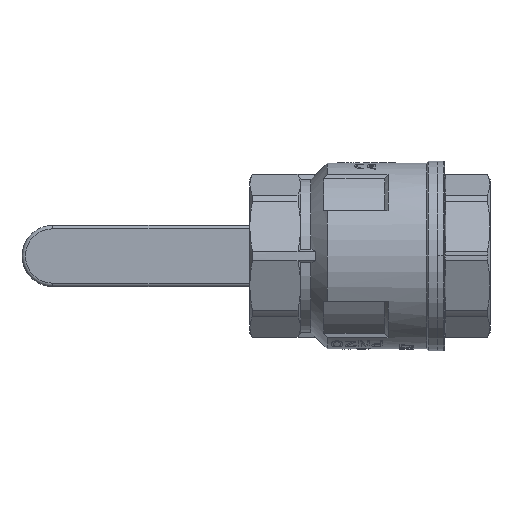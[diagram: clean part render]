
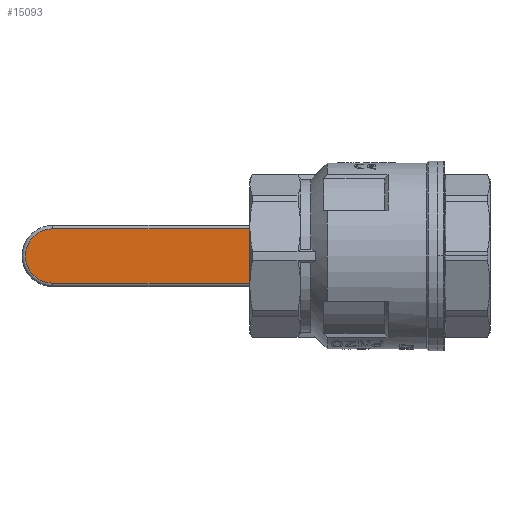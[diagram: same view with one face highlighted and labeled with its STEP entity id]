
A CAD part, front view. The second image highlights one B-rep face of the part: STEP entity #15093.
In plain terms, the highlighted planar face has unit normal (0, -1, 0).
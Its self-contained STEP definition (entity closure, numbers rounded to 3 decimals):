
#967=CIRCLE('',#16427,12.);
#1692=LINE('',#60485,#2469);
#1694=LINE('',#60497,#2471);
#1754=LINE('',#60672,#2531);
#2469=VECTOR('',#19628,1000.);
#2471=VECTOR('',#19642,1000.);
#2531=VECTOR('',#19758,1000.);
#2890=PLANE('',#16458);
#7506=ORIENTED_EDGE('',*,*,#9977,.T.);
#7507=ORIENTED_EDGE('',*,*,#9899,.T.);
#7508=ORIENTED_EDGE('',*,*,#9896,.T.);
#7509=ORIENTED_EDGE('',*,*,#9893,.T.);
#9893=EDGE_CURVE('',#11464,#11462,#1692,.T.);
#9896=EDGE_CURVE('',#11466,#11464,#967,.T.);
#9899=EDGE_CURVE('',#11468,#11466,#1694,.T.);
#9977=EDGE_CURVE('',#11462,#11468,#1754,.T.);
#11462=VERTEX_POINT('',#60476);
#11464=VERTEX_POINT('',#60482);
#11466=VERTEX_POINT('',#60488);
#11468=VERTEX_POINT('',#60494);
#13290=EDGE_LOOP('',(#7506,#7507,#7508,#7509));
#14213=FACE_BOUND('',#13290,.T.);
#15093=ADVANCED_FACE('',(#14213),#2890,.F.);
#16427=AXIS2_PLACEMENT_3D('',#60491,#19635,#19636);
#16458=AXIS2_PLACEMENT_3D('',#60674,#19760,#19761);
#19628=DIRECTION('',(-1.,0.,0.));
#19635=DIRECTION('',(0.,-1.,0.));
#19636=DIRECTION('',(-1.,0.,0.));
#19642=DIRECTION('',(1.,0.,0.));
#19758=DIRECTION('',(0.,0.,-1.));
#19760=DIRECTION('',(0.,1.,0.));
#19761=DIRECTION('',(-1.,0.,0.));
#60476=CARTESIAN_POINT('',(48.278,16.5,12.));
#60482=CARTESIAN_POINT('',(140.,16.5,12.));
#60485=CARTESIAN_POINT('',(48.278,16.5,12.));
#60488=CARTESIAN_POINT('',(140.,16.5,-12.));
#60491=CARTESIAN_POINT('',(140.,16.5,0.));
#60494=CARTESIAN_POINT('',(48.278,16.5,-12.));
#60497=CARTESIAN_POINT('',(140.,16.5,-12.));
#60672=CARTESIAN_POINT('',(48.278,16.5,40.));
#60674=CARTESIAN_POINT('',(43.,16.5,40.));
